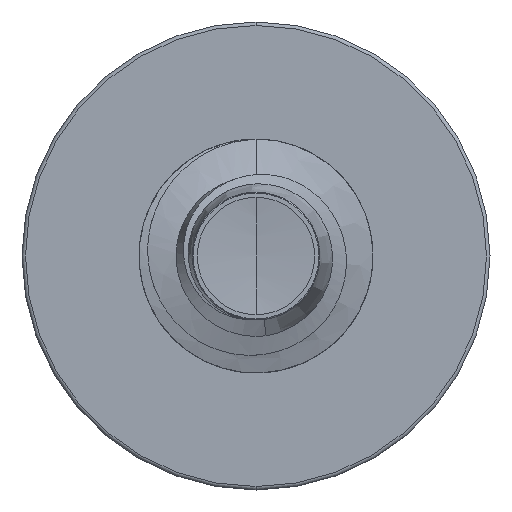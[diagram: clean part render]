
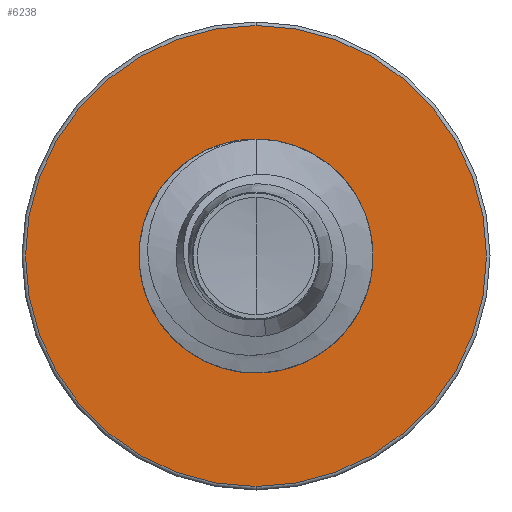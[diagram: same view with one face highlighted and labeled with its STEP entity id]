
A CAD part, front view. The second image highlights one B-rep face of the part: STEP entity #6238.
In plain terms, the highlighted planar face has unit normal (0, -1, 0).
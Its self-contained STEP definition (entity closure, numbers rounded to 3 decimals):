
#283 = EDGE_CURVE ( 'NONE', #3021, #14245, #2807, .T. ) ;
#595 = EDGE_CURVE ( 'NONE', #14245, #3021, #8584, .T. ) ;
#1165 = EDGE_LOOP ( 'NONE', ( #2180, #2437 ) ) ;
#1705 = VERTEX_POINT ( 'NONE', #14136 ) ;
#2006 = FACE_BOUND ( 'NONE', #1165, .T. ) ;
#2180 = ORIENTED_EDGE ( 'NONE', *, *, #13372, .T. ) ;
#2278 = PLANE ( 'NONE',  #8306 ) ;
#2437 = ORIENTED_EDGE ( 'NONE', *, *, #3004, .T. ) ;
#2614 = CIRCLE ( 'NONE', #10316, 1.989 ) ;
#2807 = CIRCLE ( 'NONE', #11753, 3.94 ) ;
#2986 = CARTESIAN_POINT ( 'NONE',  ( 0., 10., -3.94 ) ) ;
#3004 = EDGE_CURVE ( 'NONE', #1705, #7989, #2614, .T. ) ;
#3021 = VERTEX_POINT ( 'NONE', #6364 ) ;
#3518 = CARTESIAN_POINT ( 'NONE',  ( 0., 10., -1.989 ) ) ;
#3937 = CARTESIAN_POINT ( 'NONE',  ( 0., 10., 0. ) ) ;
#4774 = DIRECTION ( 'NONE',  ( 0., 0., 1. ) ) ;
#5110 = EDGE_LOOP ( 'NONE', ( #15225, #7597 ) ) ;
#5175 = DIRECTION ( 'NONE',  ( 0., 0., 1. ) ) ;
#5561 = DIRECTION ( 'NONE',  ( 0., 0., 1. ) ) ;
#6238 = ADVANCED_FACE ( 'NONE', ( #11045, #2006 ), #2278, .F. ) ;
#6364 = CARTESIAN_POINT ( 'NONE',  ( 0., 10., 3.94 ) ) ;
#6802 = CIRCLE ( 'NONE', #15219, 1.989 ) ;
#7081 = CARTESIAN_POINT ( 'NONE',  ( 0., 10., 0. ) ) ;
#7429 = CARTESIAN_POINT ( 'NONE',  ( 0., 10., 0. ) ) ;
#7597 = ORIENTED_EDGE ( 'NONE', *, *, #595, .F. ) ;
#7989 = VERTEX_POINT ( 'NONE', #13465 ) ;
#8306 = AXIS2_PLACEMENT_3D ( 'NONE', #3518, #12107, #4774 ) ;
#8310 = DIRECTION ( 'NONE',  ( 0., 0., 1. ) ) ;
#8584 = CIRCLE ( 'NONE', #15790, 3.94 ) ;
#8654 = DIRECTION ( 'NONE',  ( 0., 0., 1. ) ) ;
#10316 = AXIS2_PLACEMENT_3D ( 'NONE', #3937, #12511, #5175 ) ;
#11045 = FACE_OUTER_BOUND ( 'NONE', #5110, .T. ) ;
#11753 = AXIS2_PLACEMENT_3D ( 'NONE', #13479, #12227, #5561 ) ;
#12107 = DIRECTION ( 'NONE',  ( 0., 1., 0. ) ) ;
#12227 = DIRECTION ( 'NONE',  ( 0., 1., 0. ) ) ;
#12511 = DIRECTION ( 'NONE',  ( 0., 1., 0. ) ) ;
#13372 = EDGE_CURVE ( 'NONE', #7989, #1705, #6802, .T. ) ;
#13465 = CARTESIAN_POINT ( 'NONE',  ( 0., 10., 1.989 ) ) ;
#13479 = CARTESIAN_POINT ( 'NONE',  ( 0., 10., 0. ) ) ;
#14136 = CARTESIAN_POINT ( 'NONE',  ( 0., 10., -1.989 ) ) ;
#14245 = VERTEX_POINT ( 'NONE', #2986 ) ;
#15219 = AXIS2_PLACEMENT_3D ( 'NONE', #7429, #15908, #8654 ) ;
#15225 = ORIENTED_EDGE ( 'NONE', *, *, #283, .F. ) ;
#15572 = DIRECTION ( 'NONE',  ( 0., 1., 0. ) ) ;
#15790 = AXIS2_PLACEMENT_3D ( 'NONE', #7081, #15572, #8310 ) ;
#15908 = DIRECTION ( 'NONE',  ( 0., 1., 0. ) ) ;
